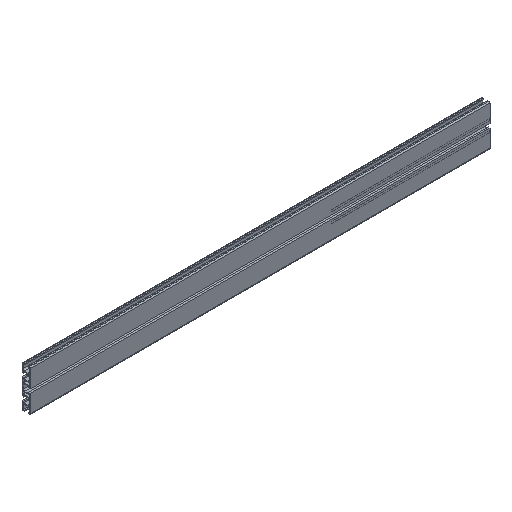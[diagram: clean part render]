
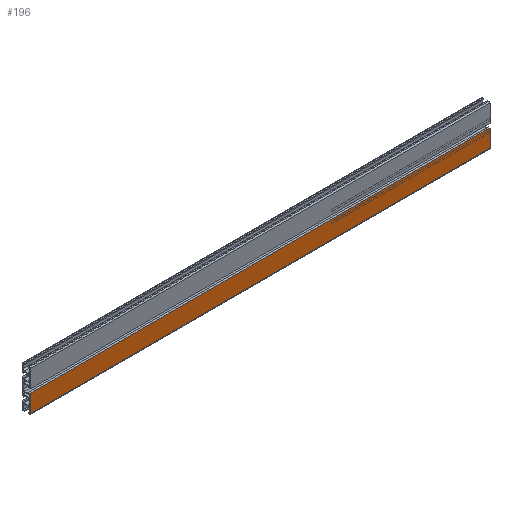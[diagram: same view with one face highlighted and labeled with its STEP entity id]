
A CAD part, isometric view. The second image highlights one B-rep face of the part: STEP entity #196.
In plain terms, the highlighted planar face has unit normal (0, -1, 0).
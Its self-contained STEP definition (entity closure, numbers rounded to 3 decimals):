
#196=ADVANCED_FACE('',(#320),#321,.F.);
#320=FACE_OUTER_BOUND('',#476,.T.);
#321=PLANE('',#477);
#476=EDGE_LOOP('',(#983,#984,#985,#986));
#477=AXIS2_PLACEMENT_3D('',#987,#988,#989);
#983=ORIENTED_EDGE('',*,*,#1348,.F.);
#984=ORIENTED_EDGE('',*,*,#1403,.F.);
#985=ORIENTED_EDGE('',*,*,#1302,.F.);
#986=ORIENTED_EDGE('',*,*,#1404,.T.);
#987=CARTESIAN_POINT('',(3000.0,-9.25,-23.325));
#988=DIRECTION('',(0.0,1.0,0.));
#989=DIRECTION('',(0.0,0.,1.0));
#1302=EDGE_CURVE('',#1593,#1595,#1596,.T.);
#1348=EDGE_CURVE('',#1684,#1686,#1687,.T.);
#1403=EDGE_CURVE('',#1595,#1684,#1773,.T.);
#1404=EDGE_CURVE('',#1593,#1686,#1774,.T.);
#1593=VERTEX_POINT('',#2026);
#1595=VERTEX_POINT('',#2029);
#1596=LINE('',#2030,#2031);
#1684=VERTEX_POINT('',#2152);
#1686=VERTEX_POINT('',#2154);
#1687=LINE('',#2155,#2156);
#1773=LINE('',#2288,#2289);
#1774=LINE('',#2290,#2291);
#2026=CARTESIAN_POINT('',(500.0,-9.25,-4.15));
#2029=CARTESIAN_POINT('',(500.0,-9.25,-42.5));
#2030=CARTESIAN_POINT('',(500.0,-9.25,-23.325));
#2031=VECTOR('',#2490,1.0);
#2152=CARTESIAN_POINT('',(-500.0,-9.25,-42.5));
#2154=CARTESIAN_POINT('',(-500.0,-9.25,-4.15));
#2155=CARTESIAN_POINT('',(-500.0,-9.25,-23.325));
#2156=VECTOR('',#2560,1.0);
#2288=CARTESIAN_POINT('',(3000.0,-9.25,-42.5));
#2289=VECTOR('',#2631,1.0);
#2290=CARTESIAN_POINT('',(3000.0,-9.25,-4.15));
#2291=VECTOR('',#2632,1.0);
#2490=DIRECTION('',(0.0,0.,-1.0));
#2560=DIRECTION('',(0.0,0.,1.0));
#2631=DIRECTION('',(-1.0,0.0,0.0));
#2632=DIRECTION('',(-1.0,0.0,0.0));
